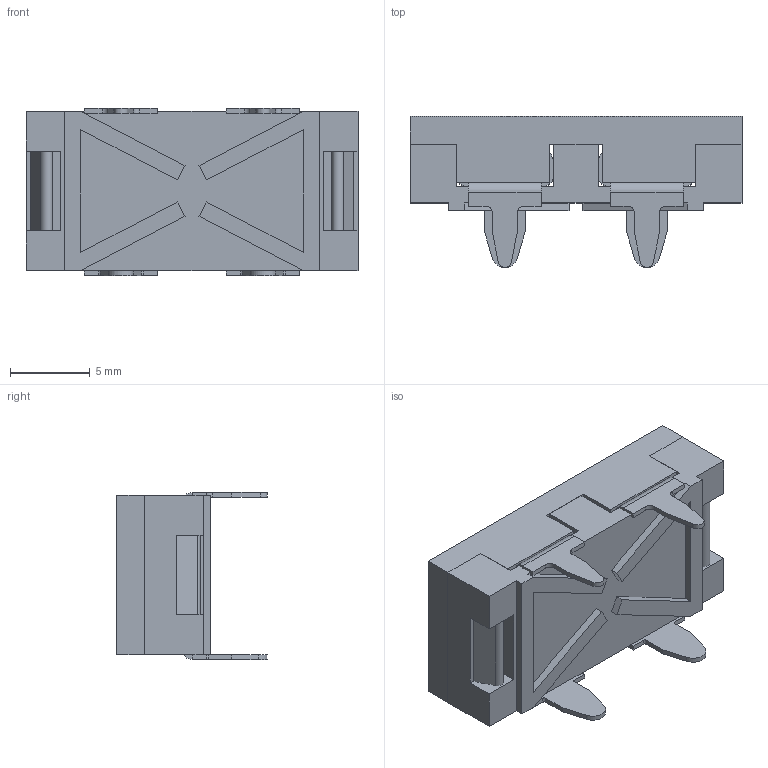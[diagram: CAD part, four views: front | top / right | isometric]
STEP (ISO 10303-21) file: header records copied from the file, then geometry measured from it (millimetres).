
FILE_DESCRIPTION (( 'STEP AP214' ), '1' );
FILE_NAME ('3550-2.STEP', '2014-02-07T17:39:09', ( '' ), ( '' ), 'SwSTEP 2.0', 'SolidWorks 2013', '' );
FILE_SCHEMA (( 'AUTOMOTIVE_DESIGN' ));
Length unit declared in the file: inch
Products named in the file (1): 3550-2
Bounding box: 20.8 x 9.45 x 10.46 mm (x, y, z)
Volume: 959.7 mm3; surface area: 2016.2 mm2
Topology: 4 solids, 4 shells, 244 faces, 644 edges, 412 vertices
Faces by surface type: plane 182, cylinder 62
Entity records: 10651 total; most frequent: CARTESIAN_POINT 1421, ORIENTED_EDGE 1288, DIRECTION 1178, EDGE_CURVE 644, VECTOR 520, LINE 520, VERTEX_POINT 412, AXIS2_PLACEMENT_3D 329
